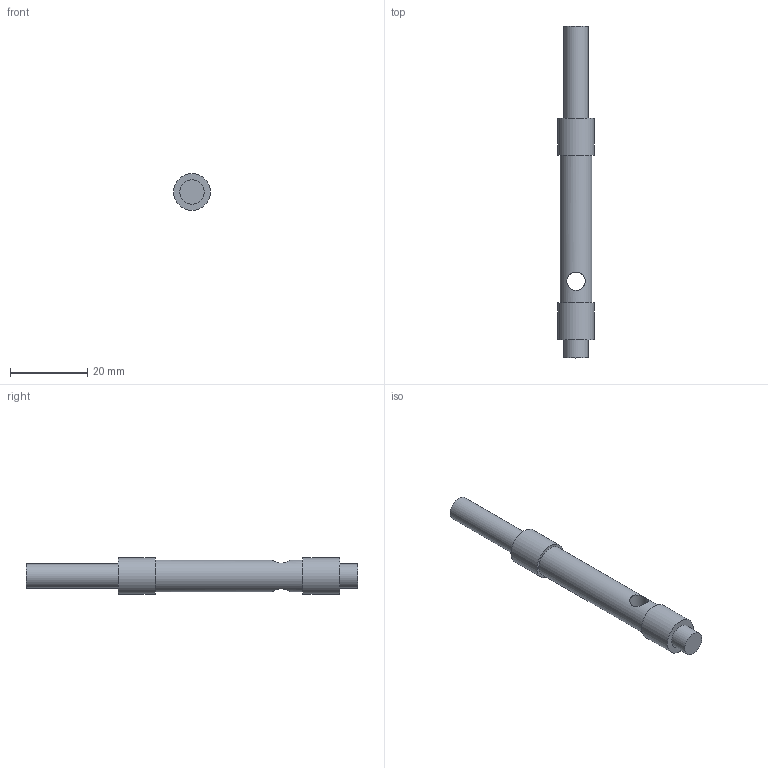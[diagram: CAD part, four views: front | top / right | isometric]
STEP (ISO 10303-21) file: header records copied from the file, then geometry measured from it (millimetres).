
FILE_DESCRIPTION(/* description */ (''),/* implementation_level */ '2;1');
FILE_NAME(/* name */ '039424-01 MH Roller Driver Shaft.step',/* time_stamp */ '2024-06-05T13:30:12-05:00',/* author */ (''),/* organization */ (''),/* preprocessor_version */ 'ST-DEVELOPER v20',/* originating_system */ 'Autodesk Translation Framework v13.14.0.145',/* authorisation */ '');
FILE_SCHEMA (('AUTOMOTIVE_DESIGN { 1 0 10303 214 3 1 1 }'));
Length unit declared in the file: inch
Products named in the file (1): 039424-01 MH Roller Driver Shaft (long)
Bounding box: 9.5 x 85.72 x 9.5 mm (x, y, z)
Volume: 4022.4 mm3; surface area: 2457.2 mm2
Topology: 1 solids, 1 shells, 14 faces, 25 edges, 18 vertices
Faces by surface type: cylinder 7, plane 7
Full cylindrical faces by diameter (mm): 2.438 x1, 4.762 x1, 6.286 x2, 8.141 x1, 9.5 x2
Entity records: 450 total; most frequent: CARTESIAN_POINT 128, DIRECTION 61, ORIENTED_EDGE 50, AXIS2_PLACEMENT_3D 27, EDGE_CURVE 25, EDGE_LOOP 21, VERTEX_POINT 18, FACE_OUTER_BOUND 14
